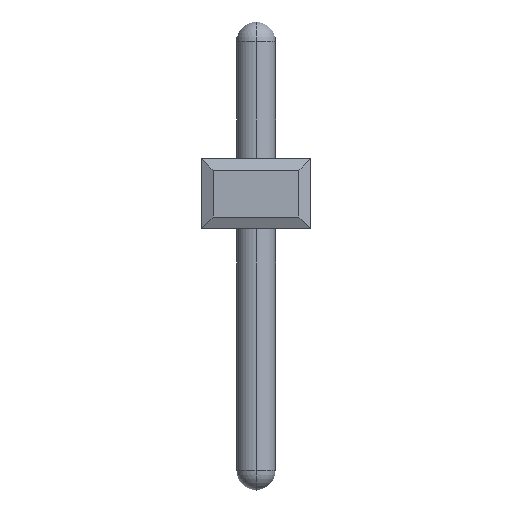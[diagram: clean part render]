
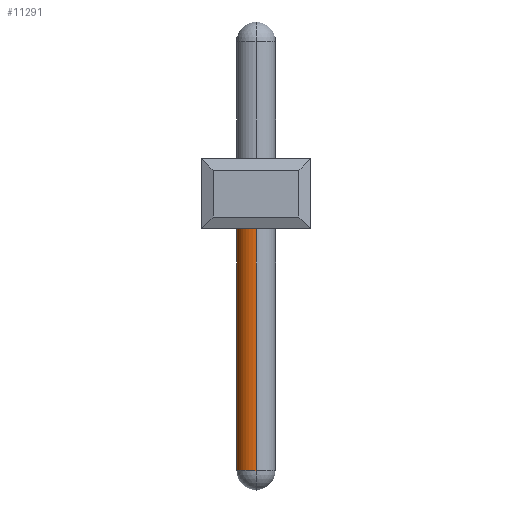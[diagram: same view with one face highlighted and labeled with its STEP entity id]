
A CAD part, front view. The second image highlights one B-rep face of the part: STEP entity #11291.
In plain terms, the highlighted cylindrical face has radius 0.5 mm (diameter 1 mm), a partial arc.
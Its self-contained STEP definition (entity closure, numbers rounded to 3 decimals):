
#3907=CARTESIAN_POINT('',(1.4,-43.75,0.2));
#3908=DIRECTION('',(0.,0.,1.));
#3909=DIRECTION('',(0.,1.,0.));
#3910=AXIS2_PLACEMENT_3D('',#3907,#3908,#3909);
#3921=CARTESIAN_POINT('',(1.4,-43.75,-6.2));
#3922=DIRECTION('',(0.,0.,1.));
#3923=DIRECTION('',(0.,1.,0.));
#3924=AXIS2_PLACEMENT_3D('',#3921,#3922,#3923);
#3926=DIRECTION('',(0.,0.,1.));
#3927=VECTOR('',#3926,6.4);
#3928=CARTESIAN_POINT('',(1.4,-43.25,-6.2));
#3929=LINE('',#3928,#3927);
#3935=DIRECTION('',(0.,0.,1.));
#3936=VECTOR('',#3935,6.4);
#3937=CARTESIAN_POINT('',(1.4,-44.25,-6.2));
#3938=LINE('',#3937,#3936);
#5006=CARTESIAN_POINT('',(1.4,-43.25,-6.2));
#5008=VERTEX_POINT('',#5006);
#5013=CARTESIAN_POINT('',(1.4,-44.25,-6.2));
#5014=VERTEX_POINT('',#5013);
#5017=CARTESIAN_POINT('',(1.4,-43.25,0.2));
#5018=CARTESIAN_POINT('',(1.4,-44.25,0.2));
#5019=VERTEX_POINT('',#5017);
#5020=VERTEX_POINT('',#5018);
#11277=CARTESIAN_POINT('',(1.4,-43.75,-7.3));
#11278=DIRECTION('',(0.,0.,1.));
#11279=DIRECTION('',(0.,1.,0.));
#11280=AXIS2_PLACEMENT_3D('',#11277,#11278,#11279);
#11281=CYLINDRICAL_SURFACE('',#11280,0.5);
#11282=ORIENTED_EDGE('',*,*,#11258,.T.);
#11284=ORIENTED_EDGE('',*,*,#11283,.F.);
#11286=ORIENTED_EDGE('',*,*,#11285,.F.);
#11288=ORIENTED_EDGE('',*,*,#11287,.T.);
#11289=EDGE_LOOP('',(#11282,#11284,#11286,#11288));
#11290=FACE_OUTER_BOUND('',#11289,.F.);
#11291=ADVANCED_FACE('',(#11290),#11281,.T.);
#3911=CIRCLE('',#3910,0.5);
#3925=CIRCLE('',#3924,0.5);
#11258=EDGE_CURVE('',#5019,#5020,#3911,.T.);
#11283=EDGE_CURVE('',#5014,#5020,#3938,.T.);
#11285=EDGE_CURVE('',#5008,#5014,#3925,.T.);
#11287=EDGE_CURVE('',#5008,#5019,#3929,.T.);
